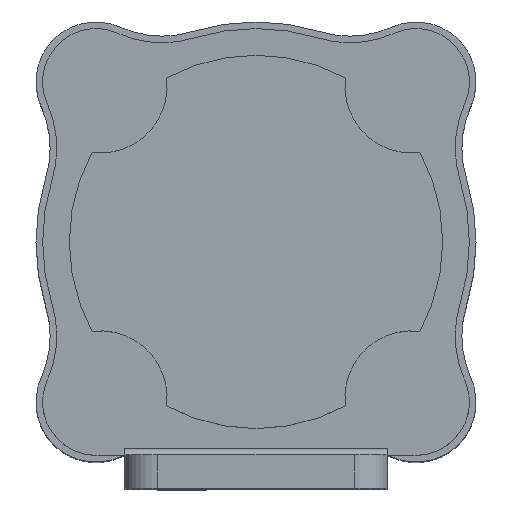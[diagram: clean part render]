
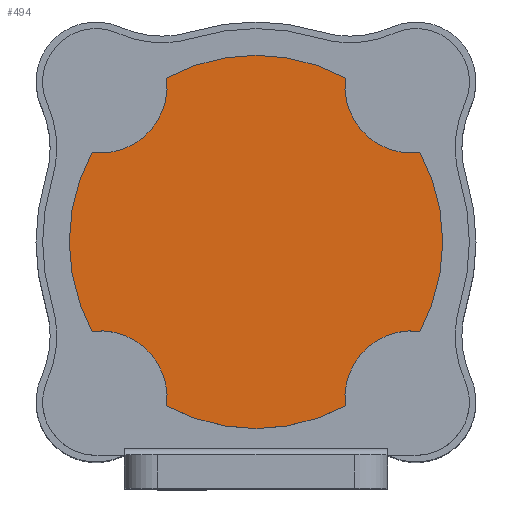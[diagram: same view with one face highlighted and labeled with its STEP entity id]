
A CAD part, top view. The second image highlights one B-rep face of the part: STEP entity #494.
In plain terms, the highlighted planar face has unit normal (0, 0, 1).
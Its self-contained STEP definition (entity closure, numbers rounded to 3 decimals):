
#344=FACE_OUTER_BOUND('',#706,.T.);
#494=ADVANCED_FACE('',(#344),#534,.T.);
#534=PLANE('',#3227);
#706=EDGE_LOOP('',(#1745,#1746,#1747,#1748,#1749,#1750,#1751,#1752));
#953=CIRCLE('',#3211,28.);
#954=CIRCLE('',#3213,10.);
#955=CIRCLE('',#3215,28.);
#956=CIRCLE('',#3217,10.);
#957=CIRCLE('',#3219,28.);
#958=CIRCLE('',#3221,10.);
#959=CIRCLE('',#3223,28.);
#960=CIRCLE('',#3225,10.);
#1745=ORIENTED_EDGE('',*,*,#2476,.T.);
#1746=ORIENTED_EDGE('',*,*,#2479,.T.);
#1747=ORIENTED_EDGE('',*,*,#2481,.T.);
#1748=ORIENTED_EDGE('',*,*,#2483,.T.);
#1749=ORIENTED_EDGE('',*,*,#2485,.T.);
#1750=ORIENTED_EDGE('',*,*,#2487,.T.);
#1751=ORIENTED_EDGE('',*,*,#2489,.T.);
#1752=ORIENTED_EDGE('',*,*,#2490,.T.);
#2071=VERTEX_POINT('',#5009);
#2072=VERTEX_POINT('',#5011);
#2073=VERTEX_POINT('',#5015);
#2074=VERTEX_POINT('',#5019);
#2075=VERTEX_POINT('',#5023);
#2076=VERTEX_POINT('',#5027);
#2077=VERTEX_POINT('',#5031);
#2078=VERTEX_POINT('',#5035);
#2476=EDGE_CURVE('',#2072,#2071,#953,.T.);
#2479=EDGE_CURVE('',#2071,#2073,#954,.T.);
#2481=EDGE_CURVE('',#2073,#2074,#955,.T.);
#2483=EDGE_CURVE('',#2074,#2075,#956,.T.);
#2485=EDGE_CURVE('',#2075,#2076,#957,.T.);
#2487=EDGE_CURVE('',#2076,#2077,#958,.T.);
#2489=EDGE_CURVE('',#2077,#2078,#959,.T.);
#2490=EDGE_CURVE('',#2078,#2072,#960,.T.);
#3211=AXIS2_PLACEMENT_3D('',#5010,#4127,#4128);
#3213=AXIS2_PLACEMENT_3D('',#5016,#4133,#4134);
#3215=AXIS2_PLACEMENT_3D('',#5020,#4138,#4139);
#3217=AXIS2_PLACEMENT_3D('',#5024,#4143,#4144);
#3219=AXIS2_PLACEMENT_3D('',#5028,#4148,#4149);
#3221=AXIS2_PLACEMENT_3D('',#5032,#4153,#4154);
#3223=AXIS2_PLACEMENT_3D('',#5036,#4158,#4159);
#3225=AXIS2_PLACEMENT_3D('',#5038,#4162,#4163);
#3227=AXIS2_PLACEMENT_3D('',#5040,#4166,#4167);
#4127=DIRECTION('',(0.,0.,1.));
#4128=DIRECTION('',(1.,0.,0.));
#4133=DIRECTION('',(0.,0.,-1.));
#4134=DIRECTION('',(1.,0.,0.));
#4138=DIRECTION('',(0.,0.,1.));
#4139=DIRECTION('',(1.,0.,0.));
#4143=DIRECTION('',(0.,0.,-1.));
#4144=DIRECTION('',(1.,0.,0.));
#4148=DIRECTION('',(0.,0.,1.));
#4149=DIRECTION('',(1.,0.,0.));
#4153=DIRECTION('',(0.,0.,-1.));
#4154=DIRECTION('',(1.,0.,0.));
#4158=DIRECTION('',(0.,0.,1.));
#4159=DIRECTION('',(1.,0.,0.));
#4162=DIRECTION('',(0.,0.,-1.));
#4163=DIRECTION('',(1.,0.,0.));
#4166=DIRECTION('',(0.,0.,1.));
#4167=DIRECTION('',(1.,0.,0.));
#5009=CARTESIAN_POINT('',(7.392,24.543,2.3));
#5010=CARTESIAN_POINT('',(31.971,37.955,2.3));
#5011=CARTESIAN_POINT('',(7.392,51.367,2.3));
#5015=CARTESIAN_POINT('',(18.559,13.376,2.3));
#5016=CARTESIAN_POINT('',(8.636,14.62,2.3));
#5019=CARTESIAN_POINT('',(45.383,13.376,2.3));
#5020=CARTESIAN_POINT('',(31.971,37.955,2.3));
#5023=CARTESIAN_POINT('',(56.55,24.543,2.3));
#5024=CARTESIAN_POINT('',(55.305,14.62,2.3));
#5027=CARTESIAN_POINT('',(56.55,51.367,2.3));
#5028=CARTESIAN_POINT('',(31.971,37.955,2.3));
#5031=CARTESIAN_POINT('',(45.383,62.534,2.3));
#5032=CARTESIAN_POINT('',(55.305,61.29,2.3));
#5035=CARTESIAN_POINT('',(18.559,62.534,2.3));
#5036=CARTESIAN_POINT('',(31.971,37.955,2.3));
#5038=CARTESIAN_POINT('',(8.636,61.29,2.3));
#5040=CARTESIAN_POINT('',(20.304,26.288,2.3));
